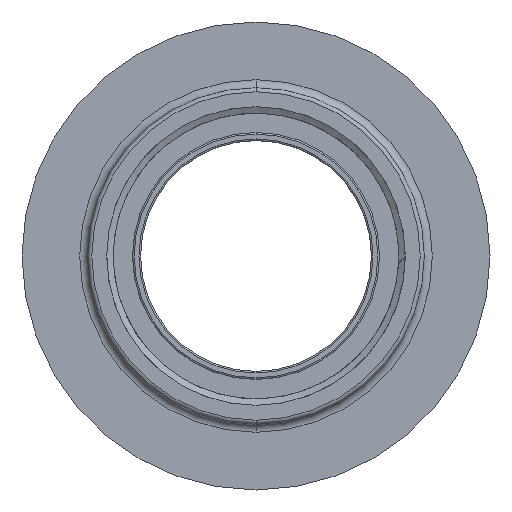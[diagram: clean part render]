
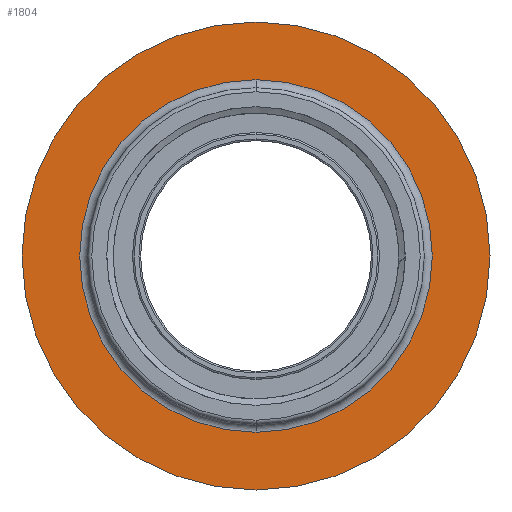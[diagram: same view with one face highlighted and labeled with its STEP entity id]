
A CAD part, front view. The second image highlights one B-rep face of the part: STEP entity #1804.
In plain terms, the highlighted planar face has unit normal (0, -1, 0).
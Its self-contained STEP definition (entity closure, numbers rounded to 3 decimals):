
#17 = CARTESIAN_POINT ( 'NONE',  ( 0., 15., 0. ) ) ;
#32 = DIRECTION ( 'NONE',  ( 0., 1., 0. ) ) ;
#99 = CARTESIAN_POINT ( 'NONE',  ( 0., 15., 0. ) ) ;
#118 = DIRECTION ( 'NONE',  ( 0., 1., 0. ) ) ;
#200 = ORIENTED_EDGE ( 'NONE', *, *, #3026, .T. ) ;
#240 = CIRCLE ( 'NONE', #706, 29. ) ;
#245 = CARTESIAN_POINT ( 'NONE',  ( 0., 15., 0. ) ) ;
#289 = CIRCLE ( 'NONE', #591, 21.85 ) ;
#378 = FACE_BOUND ( 'NONE', #1887, .T. ) ;
#533 = DIRECTION ( 'NONE',  ( 0., 0., 1. ) ) ;
#591 = AXIS2_PLACEMENT_3D ( 'NONE', #245, #785, #533 ) ;
#633 = DIRECTION ( 'NONE',  ( 0., 0., 1. ) ) ;
#678 = CARTESIAN_POINT ( 'NONE',  ( 0., 15., 0. ) ) ;
#706 = AXIS2_PLACEMENT_3D ( 'NONE', #678, #1555, #1815 ) ;
#785 = DIRECTION ( 'NONE',  ( 0., 1., 0. ) ) ;
#1243 = DIRECTION ( 'NONE',  ( 0., 0., 1. ) ) ;
#1360 = EDGE_LOOP ( 'NONE', ( #1763, #2096 ) ) ;
#1367 = AXIS2_PLACEMENT_3D ( 'NONE', #99, #118, #1243 ) ;
#1481 = CARTESIAN_POINT ( 'NONE',  ( 0., 15., 29. ) ) ;
#1516 = FACE_OUTER_BOUND ( 'NONE', #1360, .T. ) ;
#1520 = CARTESIAN_POINT ( 'NONE',  ( 0., 15., 0. ) ) ;
#1555 = DIRECTION ( 'NONE',  ( 0., 1., 0. ) ) ;
#1654 = VERTEX_POINT ( 'NONE', #1481 ) ;
#1763 = ORIENTED_EDGE ( 'NONE', *, *, #2362, .F. ) ;
#1804 = ADVANCED_FACE ( 'NONE', ( #378, #1516 ), #2664, .F. ) ;
#1807 = EDGE_CURVE ( 'NONE', #1654, #3071, #240, .T. ) ;
#1815 = DIRECTION ( 'NONE',  ( 0., 0., 1. ) ) ;
#1887 = EDGE_LOOP ( 'NONE', ( #3390, #200 ) ) ;
#1965 = AXIS2_PLACEMENT_3D ( 'NONE', #17, #32, #633 ) ;
#2096 = ORIENTED_EDGE ( 'NONE', *, *, #1807, .F. ) ;
#2109 = DIRECTION ( 'NONE',  ( 0., 1., 0. ) ) ;
#2362 = EDGE_CURVE ( 'NONE', #3071, #1654, #3107, .T. ) ;
#2593 = EDGE_CURVE ( 'NONE', #2825, #3360, #289, .T. ) ;
#2595 = CARTESIAN_POINT ( 'NONE',  ( 0., 15., 21.85 ) ) ;
#2611 = AXIS2_PLACEMENT_3D ( 'NONE', #1520, #2109, #3534 ) ;
#2664 = PLANE ( 'NONE',  #1367 ) ;
#2825 = VERTEX_POINT ( 'NONE', #2595 ) ;
#3026 = EDGE_CURVE ( 'NONE', #3360, #2825, #3510, .T. ) ;
#3071 = VERTEX_POINT ( 'NONE', #3219 ) ;
#3107 = CIRCLE ( 'NONE', #1965, 29. ) ;
#3219 = CARTESIAN_POINT ( 'NONE',  ( 0., 15., -29. ) ) ;
#3360 = VERTEX_POINT ( 'NONE', #3406 ) ;
#3390 = ORIENTED_EDGE ( 'NONE', *, *, #2593, .T. ) ;
#3406 = CARTESIAN_POINT ( 'NONE',  ( 0., 15., -21.85 ) ) ;
#3510 = CIRCLE ( 'NONE', #2611, 21.85 ) ;
#3534 = DIRECTION ( 'NONE',  ( 0., 0., 1. ) ) ;
